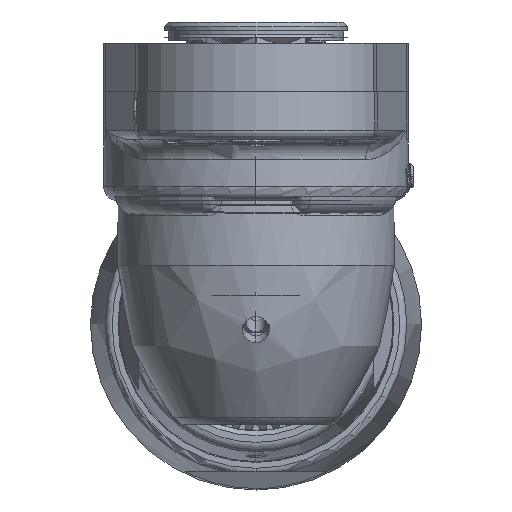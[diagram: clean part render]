
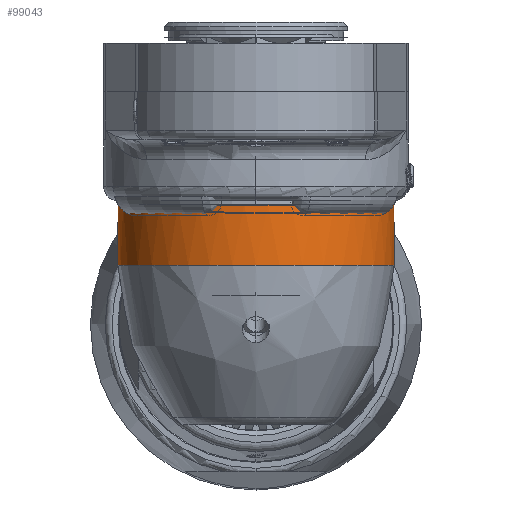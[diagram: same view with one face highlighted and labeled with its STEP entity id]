
A CAD part, left-side view. The second image highlights one B-rep face of the part: STEP entity #99043.
In plain terms, the highlighted cylindrical face has radius 22.32 mm (diameter 44.64 mm), a partial arc.
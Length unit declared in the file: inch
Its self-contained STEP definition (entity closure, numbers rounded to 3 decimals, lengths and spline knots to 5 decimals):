
#84797=CARTESIAN_POINT('',(-8.9457,0.,0.375));
#84798=DIRECTION('',(0.,0.,-1.));
#84799=DIRECTION('',(0.73,-0.683,0.));
#84800=AXIS2_PLACEMENT_3D('',#84797,#84798,#84799);
#95420=CARTESIAN_POINT('',(-8.30392,-0.60026,
0.375));
#95516=CARTESIAN_POINT('',(-8.30392,0.60026,
0.375));
#95534=CARTESIAN_POINT('',(-8.16482,0.40303,
0.63151));
#95535=CARTESIAN_POINT('',(-8.16931,0.41173,
0.62427));
#95536=CARTESIAN_POINT('',(-8.17877,0.42932,
0.60889));
#95537=CARTESIAN_POINT('',(-8.19396,0.45543,
0.58367));
#95538=CARTESIAN_POINT('',(-8.21142,0.48314,
0.55397));
#95539=CARTESIAN_POINT('',(-8.23167,0.51267,
0.5184));
#95540=CARTESIAN_POINT('',(-8.25523,0.54406,
0.47512));
#95541=CARTESIAN_POINT('',(-8.28074,0.5749,
0.42512));
#95542=CARTESIAN_POINT('',(-8.29633,0.59216,
0.39194));
#95543=CARTESIAN_POINT('',(-8.30392,0.60026,
0.375));
#95570=CARTESIAN_POINT('',(-8.30392,-0.60026,
0.375));
#95571=CARTESIAN_POINT('',(-8.29633,-0.59216,
0.39194));
#95572=CARTESIAN_POINT('',(-8.28074,-0.5749,
0.42512));
#95573=CARTESIAN_POINT('',(-8.25525,-0.54409,
0.47507));
#95574=CARTESIAN_POINT('',(-8.23168,-0.51269,
0.51837));
#95575=CARTESIAN_POINT('',(-8.21144,-0.48317,
0.55395));
#95576=CARTESIAN_POINT('',(-8.19398,-0.45545,
0.58365));
#95577=CARTESIAN_POINT('',(-8.17878,-0.42933,
0.60888));
#95578=CARTESIAN_POINT('',(-8.16932,-0.41173,
0.62427));
#95579=CARTESIAN_POINT('',(-8.16482,-0.40303,
0.63152));
#95633=DIRECTION('',(0.,0.,-1.));
#95634=VECTOR('',#95633,0.13299);
#95635=CARTESIAN_POINT('',(-8.16482,0.40303,0.7645));
#95636=LINE('',#95635,#95634);
#95789=DIRECTION('',(0.,0.,1.));
#95790=VECTOR('',#95789,0.13298);
#95791=CARTESIAN_POINT('',(-8.16482,-0.40303,
0.63152));
#95792=LINE('',#95791,#95790);
#95875=CARTESIAN_POINT('',(-8.9457,0.,0.7645));
#95876=DIRECTION('',(0.,0.,-1.));
#95877=DIRECTION('',(0.889,-0.459,0.));
#95878=AXIS2_PLACEMENT_3D('',#95875,#95876,#95877);
#98736=VERTEX_POINT('',#95420);
#98739=VERTEX_POINT('',#95516);
#98741=CARTESIAN_POINT('',(-8.16482,0.40303,
0.63151));
#98743=VERTEX_POINT('',#98741);
#98755=CARTESIAN_POINT('',(-8.16482,-0.40303,
0.63151));
#98756=VERTEX_POINT('',#98755);
#98788=CARTESIAN_POINT('',(-8.16482,-0.40303,0.7645));
#98789=CARTESIAN_POINT('',(-8.16482,0.40303,0.7645));
#98790=VERTEX_POINT('',#98788);
#98791=VERTEX_POINT('',#98789);
#99025=CARTESIAN_POINT('',(-8.9457,0.,1.252));
#99026=DIRECTION('',(0.,0.,-1.));
#99027=DIRECTION('',(1.,0.,0.));
#99028=AXIS2_PLACEMENT_3D('',#99025,#99026,#99027);
#99029=CYLINDRICAL_SURFACE('',#99028,0.87875);
#99031=ORIENTED_EDGE('',*,*,#99030,.F.);
#99033=ORIENTED_EDGE('',*,*,#99032,.F.);
#99035=ORIENTED_EDGE('',*,*,#99034,.F.);
#99036=ORIENTED_EDGE('',*,*,#99014,.T.);
#99038=ORIENTED_EDGE('',*,*,#99037,.F.);
#99040=ORIENTED_EDGE('',*,*,#99039,.F.);
#99041=EDGE_LOOP('',(#99031,#99033,#99035,#99036,#99038,#99040));
#99042=FACE_OUTER_BOUND('',#99041,.F.);
#99043=ADVANCED_FACE('',(#99042),#99029,.T.);
#84801=CIRCLE('',#84800,0.87875);
#95544=B_SPLINE_CURVE_WITH_KNOTS('',3,(#95534,#95535,#95536,#95537,#95538,
#95539,#95540,#95541,#95542,#95543),.UNSPECIFIED.,.F.,.F.,(4,1,1,1,1,1,1,4),(
0.,0.14286,0.28571,0.42857,0.57143,
0.71429,0.85714,1.),.UNSPECIFIED.);
#95580=B_SPLINE_CURVE_WITH_KNOTS('',3,(#95570,#95571,#95572,#95573,#95574,
#95575,#95576,#95577,#95578,#95579),.UNSPECIFIED.,.F.,.F.,(4,1,1,1,1,1,1,4),(
0.,0.14286,0.28571,0.42857,0.57143,
0.71429,0.85714,1.),.UNSPECIFIED.);
#95879=CIRCLE('',#95878,0.87875);
#99014=EDGE_CURVE('',#98736,#98739,#84801,.T.);
#99030=EDGE_CURVE('',#98790,#98791,#95879,.T.);
#99032=EDGE_CURVE('',#98756,#98790,#95792,.T.);
#99034=EDGE_CURVE('',#98736,#98756,#95580,.T.);
#99037=EDGE_CURVE('',#98743,#98739,#95544,.T.);
#99039=EDGE_CURVE('',#98791,#98743,#95636,.T.);
